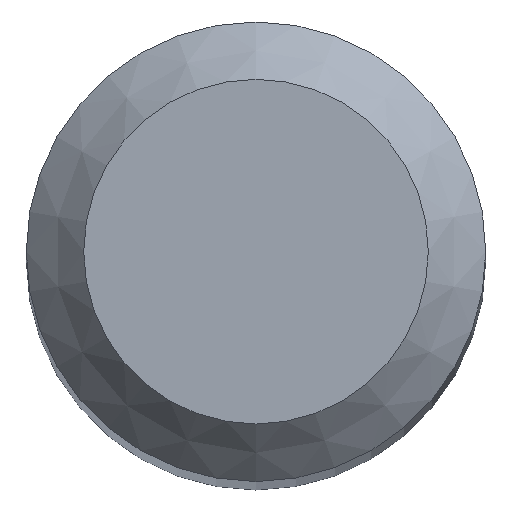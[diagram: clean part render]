
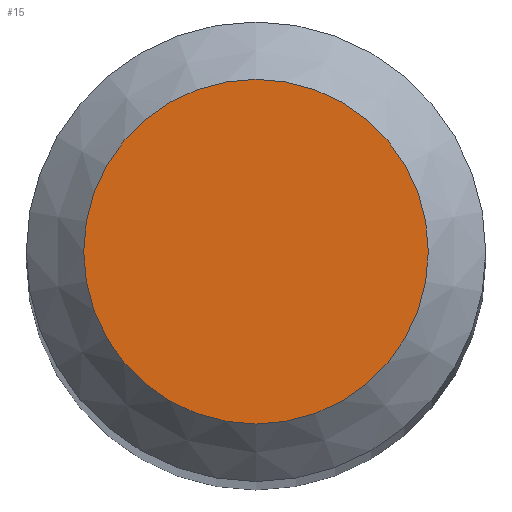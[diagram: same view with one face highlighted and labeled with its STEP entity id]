
A CAD part, top view. The second image highlights one B-rep face of the part: STEP entity #15.
In plain terms, the highlighted planar face has unit normal (0, 0, 1).
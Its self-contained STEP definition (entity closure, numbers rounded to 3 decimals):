
#10 = CARTESIAN_POINT ( 'NONE',  ( 0., 1.5, 62. ) ) ;
#12 = AXIS2_PLACEMENT_3D ( 'NONE', #230, #26, #154 ) ;
#15 = ADVANCED_FACE ( 'NONE', ( #48 ), #107, .F. ) ;
#20 = CARTESIAN_POINT ( 'NONE',  ( 0., 0., 62. ) ) ;
#26 = DIRECTION ( 'NONE',  ( 0., 0., -1. ) ) ;
#34 = VERTEX_POINT ( 'NONE', #10 ) ;
#48 = FACE_OUTER_BOUND ( 'NONE', #128, .T. ) ;
#61 = CIRCLE ( 'NONE', #12, 1.5 ) ;
#100 = EDGE_CURVE ( 'NONE', #34, #34, #61, .T. ) ;
#106 = ORIENTED_EDGE ( 'NONE', *, *, #100, .F. ) ;
#107 = PLANE ( 'NONE',  #198 ) ;
#128 = EDGE_LOOP ( 'NONE', ( #106 ) ) ;
#137 = DIRECTION ( 'NONE',  ( 0., 1., 0. ) ) ;
#154 = DIRECTION ( 'NONE',  ( 0., 1., 0. ) ) ;
#198 = AXIS2_PLACEMENT_3D ( 'NONE', #20, #245, #137 ) ;
#230 = CARTESIAN_POINT ( 'NONE',  ( 0., 0., 62. ) ) ;
#245 = DIRECTION ( 'NONE',  ( 0., 0., -1. ) ) ;
